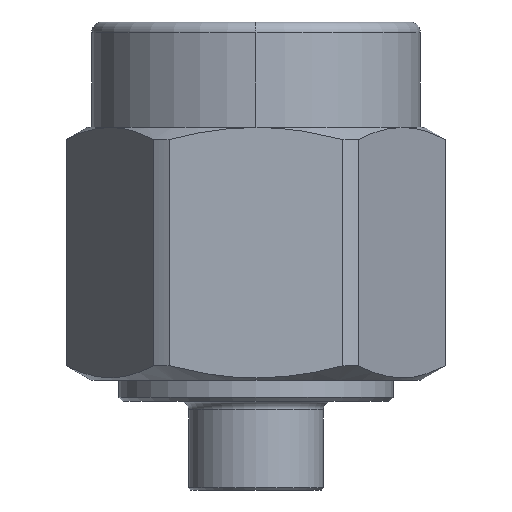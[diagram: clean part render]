
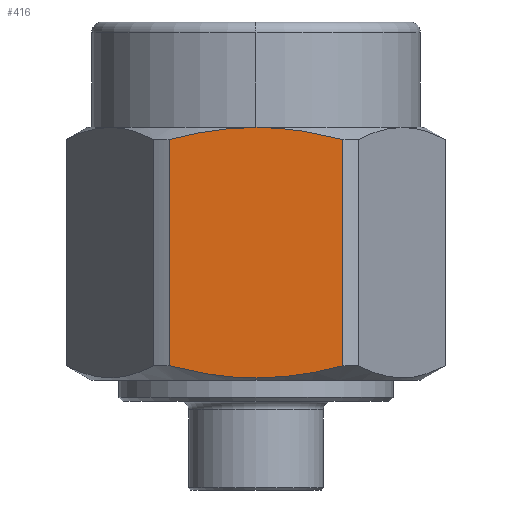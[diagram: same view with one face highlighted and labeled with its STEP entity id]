
A CAD part, left-side view. The second image highlights one B-rep face of the part: STEP entity #416.
In plain terms, the highlighted planar face has unit normal (-1, 0, 0).
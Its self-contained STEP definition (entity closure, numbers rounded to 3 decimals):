
#31 = LINE ( 'NONE', #1556, #1330 ) ;
#70 = CARTESIAN_POINT ( 'NONE',  ( -59.427, 15.341, 15.473 ) ) ;
#75 = CARTESIAN_POINT ( 'NONE',  ( -59.427, 11.217, 15.473 ) ) ;
#126 = ORIENTED_EDGE ( 'NONE', *, *, #907, .T. ) ;
#250 = EDGE_CURVE ( 'NONE', #1276, #578, #2271, .T. ) ;
#343 = CARTESIAN_POINT ( 'NONE',  ( -59.427, 13.977, 15.211 ) ) ;
#346 = CARTESIAN_POINT ( 'NONE',  ( -59.427, 15.006, 20.926 ) ) ;
#373 = VERTEX_POINT ( 'NONE', #1133 ) ;
#398 = EDGE_CURVE ( 'NONE', #373, #578, #31, .T. ) ;
#416 = ADVANCED_FACE ( 'NONE', ( #460 ), #704, .F. ) ;
#460 = FACE_OUTER_BOUND ( 'NONE', #2420, .T. ) ;
#480 = B_SPLINE_CURVE_WITH_KNOTS ( 'NONE', 3,
 ( #939, #1781, #1564, #1165, #1111, #2464 ),
 .UNSPECIFIED., .F., .F.,
 ( 4, 2, 4 ),
 ( 0.004, 0.005, 0.006 ),
 .UNSPECIFIED. ) ;
#486 = DIRECTION ( 'NONE',  ( 0., 0., -1. ) ) ;
#534 = CARTESIAN_POINT ( 'NONE',  ( -59.427, 13.279, 15.184 ) ) ;
#578 = VERTEX_POINT ( 'NONE', #75 ) ;
#582 = AXIS2_PLACEMENT_3D ( 'NONE', #1801, #2676, #486 ) ;
#612 = CARTESIAN_POINT ( 'NONE',  ( -59.427, 13.279, 21.127 ) ) ;
#635 = CARTESIAN_POINT ( 'NONE',  ( -59.427, 11.217, 15.473 ) ) ;
#678 = ORIENTED_EDGE ( 'NONE', *, *, #398, .F. ) ;
#704 = PLANE ( 'NONE',  #582 ) ;
#795 = CARTESIAN_POINT ( 'NONE',  ( -59.427, 15.341, 23.627 ) ) ;
#830 = CARTESIAN_POINT ( 'NONE',  ( -59.427, 15.341, 20.838 ) ) ;
#840 = CARTESIAN_POINT ( 'NONE',  ( -59.427, 12.932, 15.184 ) ) ;
#851 = EDGE_CURVE ( 'NONE', #1364, #1276, #2190, .T. ) ;
#907 = EDGE_CURVE ( 'NONE', #2540, #1364, #2293, .T. ) ;
#939 = CARTESIAN_POINT ( 'NONE',  ( -59.427, 11.217, 20.838 ) ) ;
#954 = CARTESIAN_POINT ( 'NONE',  ( -59.427, 13.626, 21.127 ) ) ;
#1056 = ORIENTED_EDGE ( 'NONE', *, *, #2749, .T. ) ;
#1082 = ORIENTED_EDGE ( 'NONE', *, *, #250, .T. ) ;
#1111 = CARTESIAN_POINT ( 'NONE',  ( -59.427, 12.932, 21.127 ) ) ;
#1118 = DIRECTION ( 'NONE',  ( 0., 0., -1. ) ) ;
#1133 = CARTESIAN_POINT ( 'NONE',  ( -59.427, 11.217, 20.838 ) ) ;
#1165 = CARTESIAN_POINT ( 'NONE',  ( -59.427, 12.586, 21.1 ) ) ;
#1228 = CARTESIAN_POINT ( 'NONE',  ( -59.427, 15.006, 15.385 ) ) ;
#1231 = CARTESIAN_POINT ( 'NONE',  ( -59.427, 15.341, 20.838 ) ) ;
#1276 = VERTEX_POINT ( 'NONE', #1277 ) ;
#1277 = CARTESIAN_POINT ( 'NONE',  ( -59.427, 13.279, 15.184 ) ) ;
#1330 = VECTOR ( 'NONE', #1118, 1000. ) ;
#1364 = VERTEX_POINT ( 'NONE', #1765 ) ;
#1524 = ORIENTED_EDGE ( 'NONE', *, *, #1549, .T. ) ;
#1549 = EDGE_CURVE ( 'NONE', #2619, #2540, #2656, .T. ) ;
#1556 = CARTESIAN_POINT ( 'NONE',  ( -59.427, 11.217, 23.627 ) ) ;
#1564 = CARTESIAN_POINT ( 'NONE',  ( -59.427, 11.898, 21.001 ) ) ;
#1672 = CARTESIAN_POINT ( 'NONE',  ( -59.427, 12.587, 15.211 ) ) ;
#1673 = CARTESIAN_POINT ( 'NONE',  ( -59.427, 14.667, 15.312 ) ) ;
#1712 = CARTESIAN_POINT ( 'NONE',  ( -59.427, 13.279, 15.184 ) ) ;
#1765 = CARTESIAN_POINT ( 'NONE',  ( -59.427, 15.341, 15.473 ) ) ;
#1781 = CARTESIAN_POINT ( 'NONE',  ( -59.427, 11.554, 20.927 ) ) ;
#1801 = CARTESIAN_POINT ( 'NONE',  ( -59.427, 15.341, 23.627 ) ) ;
#1880 = CARTESIAN_POINT ( 'NONE',  ( -59.427, 13.977, 21.1 ) ) ;
#1947 = CARTESIAN_POINT ( 'NONE',  ( -59.427, 11.898, 15.311 ) ) ;
#2032 = VECTOR ( 'NONE', #2060, 1000. ) ;
#2060 = DIRECTION ( 'NONE',  ( 0., 0., -1. ) ) ;
#2137 = ORIENTED_EDGE ( 'NONE', *, *, #851, .T. ) ;
#2190 = B_SPLINE_CURVE_WITH_KNOTS ( 'NONE', 3,
 ( #70, #1228, #1673, #343, #2705, #534 ),
 .UNSPECIFIED., .F., .F.,
 ( 4, 2, 4 ),
 ( 0.002, 0.003, 0.004 ),
 .UNSPECIFIED. ) ;
#2271 = B_SPLINE_CURVE_WITH_KNOTS ( 'NONE', 3,
 ( #1712, #840, #1672, #1947, #2602, #635 ),
 .UNSPECIFIED., .F., .F.,
 ( 4, 2, 4 ),
 ( 0.004, 0.005, 0.006 ),
 .UNSPECIFIED. ) ;
#2293 = LINE ( 'NONE', #795, #2032 ) ;
#2323 = CARTESIAN_POINT ( 'NONE',  ( -59.427, 14.667, 20.999 ) ) ;
#2420 = EDGE_LOOP ( 'NONE', ( #678, #1056, #1524, #126, #2137, #1082 ) ) ;
#2464 = CARTESIAN_POINT ( 'NONE',  ( -59.427, 13.279, 21.127 ) ) ;
#2540 = VERTEX_POINT ( 'NONE', #830 ) ;
#2602 = CARTESIAN_POINT ( 'NONE',  ( -59.427, 11.554, 15.384 ) ) ;
#2619 = VERTEX_POINT ( 'NONE', #612 ) ;
#2656 = B_SPLINE_CURVE_WITH_KNOTS ( 'NONE', 3,
 ( #2735, #954, #1880, #2323, #346, #1231 ),
 .UNSPECIFIED., .F., .F.,
 ( 4, 2, 4 ),
 ( 0.006, 0.007, 0.008 ),
 .UNSPECIFIED. ) ;
#2676 = DIRECTION ( 'NONE',  ( 1., 0., 0. ) ) ;
#2705 = CARTESIAN_POINT ( 'NONE',  ( -59.427, 13.626, 15.184 ) ) ;
#2735 = CARTESIAN_POINT ( 'NONE',  ( -59.427, 13.279, 21.127 ) ) ;
#2749 = EDGE_CURVE ( 'NONE', #373, #2619, #480, .T. ) ;
